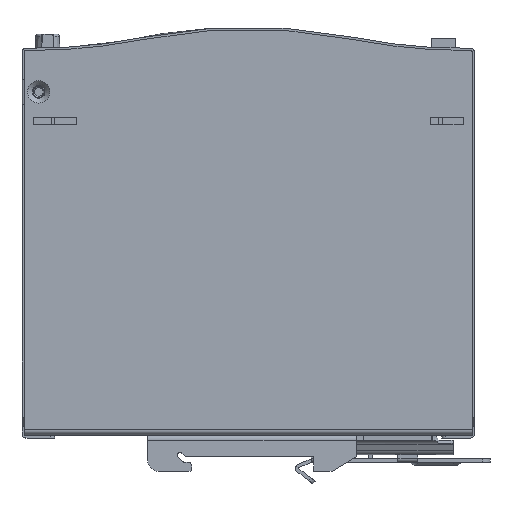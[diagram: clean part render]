
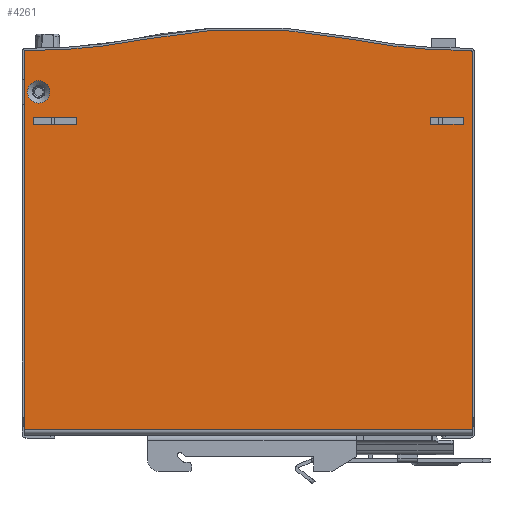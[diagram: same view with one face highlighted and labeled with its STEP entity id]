
A CAD part, front view. The second image highlights one B-rep face of the part: STEP entity #4261.
In plain terms, the highlighted planar face has unit normal (0, -1, 0).
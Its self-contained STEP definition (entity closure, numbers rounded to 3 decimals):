
#4261=ADVANCED_FACE('',(#15897,#15898,#15899,#15900),#6277,.F.);
#6277=PLANE('',#40589);
#7679=LINE('',#53535,#11786);
#7687=LINE('',#53585,#11794);
#7700=LINE('',#53629,#11807);
#7701=LINE('',#53632,#11808);
#7702=LINE('',#53634,#11809);
#7703=LINE('',#53636,#11810);
#7704=LINE('',#53637,#11811);
#7705=LINE('',#53640,#11812);
#7706=LINE('',#53642,#11813);
#7707=LINE('',#53644,#11814);
#7708=LINE('',#53654,#11815);
#11786=VECTOR('',#43530,1.);
#11794=VECTOR('',#43580,1.);
#11807=VECTOR('',#43619,1.);
#11808=VECTOR('',#43620,1.);
#11809=VECTOR('',#43621,1.);
#11810=VECTOR('',#43622,1.);
#11811=VECTOR('',#43623,1.);
#11812=VECTOR('',#43624,1.);
#11813=VECTOR('',#43625,1.);
#11814=VECTOR('',#43626,1.);
#11815=VECTOR('',#43637,1.);
#15897=FACE_BOUND('',#16488,.T.);
#15898=FACE_BOUND('',#16489,.T.);
#15899=FACE_BOUND('',#16490,.T.);
#15900=FACE_BOUND('',#16491,.T.);
#16488=EDGE_LOOP('',(#19013));
#16489=EDGE_LOOP('',(#19014,#19015,#19016,#19017));
#16490=EDGE_LOOP('',(#19018,#19019,#19020,#19021));
#16491=EDGE_LOOP('',(#19022,#19023,#19024,#19025,#19026,#19027,#19028,#19029));
#19013=ORIENTED_EDGE('',*,*,#34067,.T.);
#19014=ORIENTED_EDGE('',*,*,#34068,.F.);
#19015=ORIENTED_EDGE('',*,*,#34069,.F.);
#19016=ORIENTED_EDGE('',*,*,#34070,.F.);
#19017=ORIENTED_EDGE('',*,*,#34071,.F.);
#19018=ORIENTED_EDGE('',*,*,#34072,.F.);
#19019=ORIENTED_EDGE('',*,*,#34073,.F.);
#19020=ORIENTED_EDGE('',*,*,#34074,.F.);
#19021=ORIENTED_EDGE('',*,*,#34075,.F.);
#19022=ORIENTED_EDGE('',*,*,#34018,.T.);
#19023=ORIENTED_EDGE('',*,*,#34076,.T.);
#19024=ORIENTED_EDGE('',*,*,#34077,.F.);
#19025=ORIENTED_EDGE('',*,*,#34078,.F.);
#19026=ORIENTED_EDGE('',*,*,#34079,.F.);
#19027=ORIENTED_EDGE('',*,*,#34080,.T.);
#19028=ORIENTED_EDGE('',*,*,#34044,.F.);
#19029=ORIENTED_EDGE('',*,*,#34081,.T.);
#30248=VERTEX_POINT('',#53534);
#30249=VERTEX_POINT('',#53536);
#30270=VERTEX_POINT('',#53586);
#30271=VERTEX_POINT('',#53587);
#30287=VERTEX_POINT('',#53628);
#30288=VERTEX_POINT('',#53630);
#30289=VERTEX_POINT('',#53631);
#30290=VERTEX_POINT('',#53633);
#30291=VERTEX_POINT('',#53635);
#30292=VERTEX_POINT('',#53638);
#30293=VERTEX_POINT('',#53639);
#30294=VERTEX_POINT('',#53641);
#30295=VERTEX_POINT('',#53643);
#30296=VERTEX_POINT('',#53646);
#30297=VERTEX_POINT('',#53648);
#30298=VERTEX_POINT('',#53650);
#30299=VERTEX_POINT('',#53652);
#34018=EDGE_CURVE('',#30249,#30248,#7679,.T.);
#34044=EDGE_CURVE('',#30270,#30271,#7687,.T.);
#34067=EDGE_CURVE('',#30287,#30287,#39667,.T.);
#34068=EDGE_CURVE('',#30288,#30289,#7700,.T.);
#34069=EDGE_CURVE('',#30290,#30288,#7701,.T.);
#34070=EDGE_CURVE('',#30291,#30290,#7702,.T.);
#34071=EDGE_CURVE('',#30289,#30291,#7703,.T.);
#34072=EDGE_CURVE('',#30292,#30293,#7704,.T.);
#34073=EDGE_CURVE('',#30294,#30292,#7705,.T.);
#34074=EDGE_CURVE('',#30295,#30294,#7706,.T.);
#34075=EDGE_CURVE('',#30293,#30295,#7707,.T.);
#34076=EDGE_CURVE('',#30248,#30296,#39668,.T.);
#34077=EDGE_CURVE('',#30297,#30296,#39669,.T.);
#34078=EDGE_CURVE('',#30298,#30297,#39670,.T.);
#34079=EDGE_CURVE('',#30299,#30298,#39671,.T.);
#34080=EDGE_CURVE('',#30299,#30271,#39672,.T.);
#34081=EDGE_CURVE('',#30270,#30249,#7708,.T.);
#39667=CIRCLE('',#40583,3.1);
#39668=CIRCLE('',#40584,0.5);
#39669=CIRCLE('',#40585,151.);
#39670=CIRCLE('',#40586,149.);
#39671=CIRCLE('',#40587,151.);
#39672=CIRCLE('',#40588,0.5);
#40583=AXIS2_PLACEMENT_3D('',#53627,#43617,#43618);
#40584=AXIS2_PLACEMENT_3D('',#53645,#43627,#43628);
#40585=AXIS2_PLACEMENT_3D('',#53647,#43629,#43630);
#40586=AXIS2_PLACEMENT_3D('',#53649,#43631,#43632);
#40587=AXIS2_PLACEMENT_3D('',#53651,#43633,#43634);
#40588=AXIS2_PLACEMENT_3D('',#53653,#43635,#43636);
#40589=AXIS2_PLACEMENT_3D('',#53655,#43638,#43639);
#43530=DIRECTION('',(0.,0.,1.));
#43580=DIRECTION('',(0.,0.,1.));
#43617=DIRECTION('',(0.,1.,0.));
#43618=DIRECTION('',(0.,0.,1.));
#43619=DIRECTION('',(-1.,0.,0.));
#43620=DIRECTION('',(0.,0.,1.));
#43621=DIRECTION('',(1.,0.,0.));
#43622=DIRECTION('',(0.,0.,-1.));
#43623=DIRECTION('',(-1.,0.,0.));
#43624=DIRECTION('',(0.,0.,1.));
#43625=DIRECTION('',(1.,0.,0.));
#43626=DIRECTION('',(0.,0.,-1.));
#43627=DIRECTION('',(0.,-1.,0.));
#43628=DIRECTION('',(0.,0.,1.));
#43629=DIRECTION('',(0.,-1.,0.));
#43630=DIRECTION('',(0.,0.,1.));
#43631=DIRECTION('',(0.,1.,0.));
#43632=DIRECTION('',(0.,0.,1.));
#43633=DIRECTION('',(0.,-1.,0.));
#43634=DIRECTION('',(0.,0.,1.));
#43635=DIRECTION('',(0.,-1.,0.));
#43636=DIRECTION('',(0.,0.,1.));
#43637=DIRECTION('',(1.,0.,0.));
#43638=DIRECTION('',(0.,1.,0.));
#43639=DIRECTION('',(0.,0.,1.));
#53534=CARTESIAN_POINT('',(62.,-20.,105.992));
#53535=CARTESIAN_POINT('',(62.,-20.,1.502));
#53536=CARTESIAN_POINT('',(62.,-20.,1.502));
#53585=CARTESIAN_POINT('',(-62.,-20.,1.502));
#53586=CARTESIAN_POINT('',(-62.,-20.,1.502));
#53587=CARTESIAN_POINT('',(-62.,-20.,105.992));
#53627=CARTESIAN_POINT('',(-58.,-20.,95.));
#53628=CARTESIAN_POINT('',(-58.,-20.,98.1));
#53629=CARTESIAN_POINT('',(-62.,-20.,88.));
#53630=CARTESIAN_POINT('',(-47.5,-20.,88.));
#53631=CARTESIAN_POINT('',(-59.5,-20.,88.));
#53632=CARTESIAN_POINT('',(-47.5,-20.,1.502));
#53633=CARTESIAN_POINT('',(-47.5,-20.,86.));
#53634=CARTESIAN_POINT('',(-62.,-20.,86.));
#53635=CARTESIAN_POINT('',(-59.5,-20.,86.));
#53636=CARTESIAN_POINT('',(-59.5,-20.,1.502));
#53637=CARTESIAN_POINT('',(-62.,-20.,88.));
#53638=CARTESIAN_POINT('',(59.5,-20.,88.));
#53639=CARTESIAN_POINT('',(50.5,-20.,88.));
#53640=CARTESIAN_POINT('',(59.5,-20.,1.502));
#53641=CARTESIAN_POINT('',(59.5,-20.,86.));
#53642=CARTESIAN_POINT('',(-62.,-20.,86.));
#53643=CARTESIAN_POINT('',(50.5,-20.,86.));
#53644=CARTESIAN_POINT('',(50.5,-20.,1.502));
#53645=CARTESIAN_POINT('',(61.5,-20.,105.992));
#53646=CARTESIAN_POINT('',(61.493,-20.,106.492));
#53647=CARTESIAN_POINT('',(59.322,-20.,257.476));
#53648=CARTESIAN_POINT('',(29.463,-20.,109.458));
#53649=CARTESIAN_POINT('',(0.,-20.,-36.6));
#53650=CARTESIAN_POINT('',(-29.463,-20.,109.458));
#53651=CARTESIAN_POINT('',(-59.322,-20.,257.476));
#53652=CARTESIAN_POINT('',(-61.493,-20.,106.492));
#53653=CARTESIAN_POINT('',(-61.5,-20.,105.992));
#53654=CARTESIAN_POINT('',(-62.,-20.,1.502));
#53655=CARTESIAN_POINT('',(-62.,-20.,1.502));
